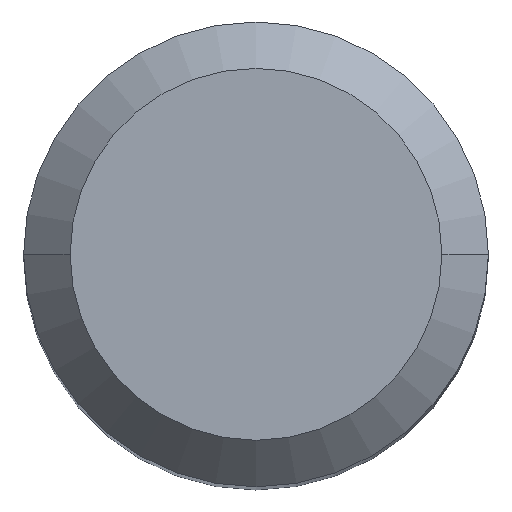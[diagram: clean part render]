
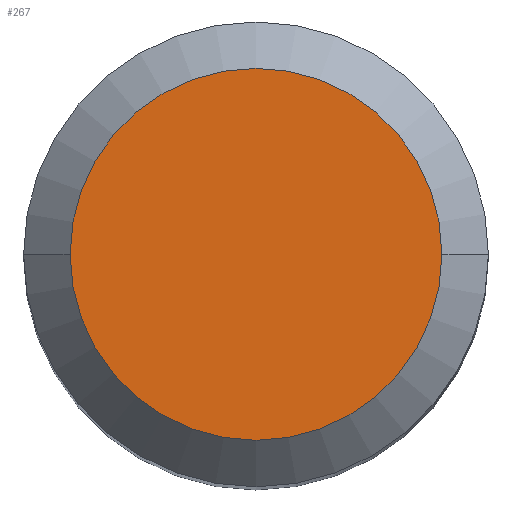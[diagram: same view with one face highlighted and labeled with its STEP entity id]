
A CAD part, top view. The second image highlights one B-rep face of the part: STEP entity #267.
In plain terms, the highlighted planar face has unit normal (0, 0, 1).
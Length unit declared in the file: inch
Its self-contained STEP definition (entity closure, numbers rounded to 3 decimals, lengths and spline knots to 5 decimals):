
#20 = DIRECTION ( 'NONE',  ( 0., 0., -1. ) ) ;
#23 = ORIENTED_EDGE ( 'NONE', *, *, #234, .T. ) ;
#40 = DIRECTION ( 'NONE',  ( 0., 0., 1. ) ) ;
#60 = PLANE ( 'NONE',  #483 ) ;
#127 = CIRCLE ( 'NONE', #196, 0.15748 ) ;
#133 = DIRECTION ( 'NONE',  ( 0., 0., 1. ) ) ;
#144 = DIRECTION ( 'NONE',  ( 1., 0., 0. ) ) ;
#195 = DIRECTION ( 'NONE',  ( 1., 0., 0. ) ) ;
#196 = AXIS2_PLACEMENT_3D ( 'NONE', #316, #133, #144 ) ;
#208 = CARTESIAN_POINT ( 'NONE',  ( 0., 0., 0. ) ) ;
#217 = EDGE_LOOP ( 'NONE', ( #355, #23 ) ) ;
#234 = EDGE_CURVE ( 'NONE', #298, #428, #127, .T. ) ;
#244 = FACE_OUTER_BOUND ( 'NONE', #217, .T. ) ;
#264 = CARTESIAN_POINT ( 'NONE',  ( 0.15748, 0., 0. ) ) ;
#267 = ADVANCED_FACE ( 'NONE', ( #244 ), #60, .F. ) ;
#298 = VERTEX_POINT ( 'NONE', #264 ) ;
#316 = CARTESIAN_POINT ( 'NONE',  ( 0., 0., 0. ) ) ;
#347 = CARTESIAN_POINT ( 'NONE',  ( -0.15748, 0., 0. ) ) ;
#355 = ORIENTED_EDGE ( 'NONE', *, *, #400, .T. ) ;
#375 = CARTESIAN_POINT ( 'NONE',  ( 0., 0., 0. ) ) ;
#400 = EDGE_CURVE ( 'NONE', #428, #298, #459, .T. ) ;
#428 = VERTEX_POINT ( 'NONE', #347 ) ;
#459 = CIRCLE ( 'NONE', #474, 0.15748 ) ;
#474 = AXIS2_PLACEMENT_3D ( 'NONE', #375, #40, #195 ) ;
#483 = AXIS2_PLACEMENT_3D ( 'NONE', #208, #20, #485 ) ;
#485 = DIRECTION ( 'NONE',  ( -1., 0., 0. ) ) ;
